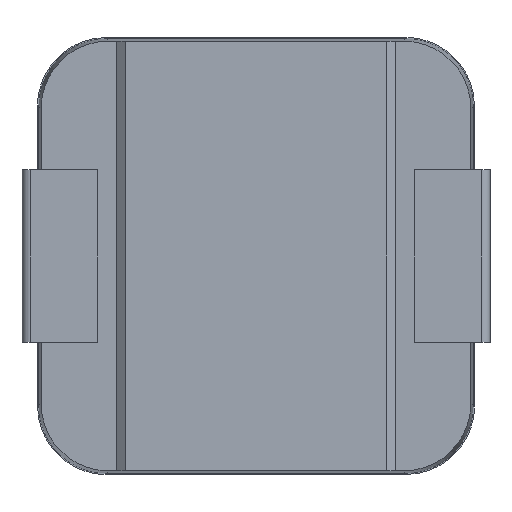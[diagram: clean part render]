
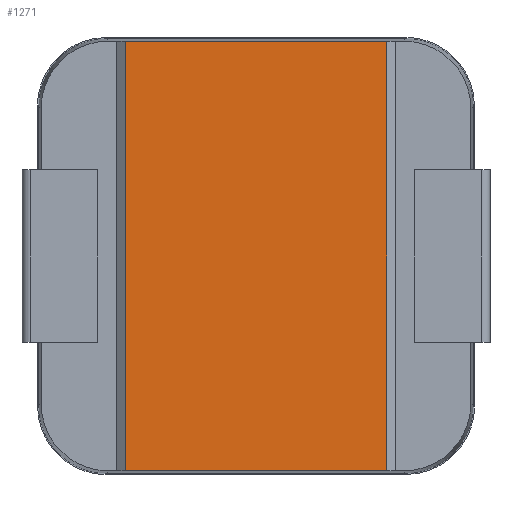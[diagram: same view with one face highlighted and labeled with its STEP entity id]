
A CAD part, front view. The second image highlights one B-rep face of the part: STEP entity #1271.
In plain terms, the highlighted planar face has unit normal (0, -1, 0).
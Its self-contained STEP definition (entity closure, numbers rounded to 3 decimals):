
#247 = DIRECTION ( 'NONE',  ( -1., 0., 0. ) ) ;
#395 = EDGE_CURVE ( 'NONE', #5172, #3308, #2994, .T. ) ;
#451 = EDGE_CURVE ( 'NONE', #3682, #3404, #4817, .T. ) ;
#523 = CARTESIAN_POINT ( 'NONE',  ( 0., 0., 0. ) ) ;
#607 = DIRECTION ( 'NONE',  ( 0., 0., -1. ) ) ;
#617 = FACE_OUTER_BOUND ( 'NONE', #4192, .T. ) ;
#650 = DIRECTION ( 'NONE',  ( 0., 0., 1. ) ) ;
#995 = CARTESIAN_POINT ( 'NONE',  ( 3.8, 0., 0. ) ) ;
#1271 = ADVANCED_FACE ( 'NONE', ( #617 ), #5084, .F. ) ;
#1401 = ORIENTED_EDGE ( 'NONE', *, *, #395, .F. ) ;
#1656 = CARTESIAN_POINT ( 'NONE',  ( 0., 0., 6.232 ) ) ;
#1787 = AXIS2_PLACEMENT_3D ( 'NONE', #523, #3271, #2391 ) ;
#1926 = VECTOR ( 'NONE', #5746, 1000. ) ;
#1929 = ORIENTED_EDGE ( 'NONE', *, *, #451, .F. ) ;
#2204 = ORIENTED_EDGE ( 'NONE', *, *, #3021, .T. ) ;
#2391 = DIRECTION ( 'NONE',  ( 0., 0., 1. ) ) ;
#2988 = CARTESIAN_POINT ( 'NONE',  ( 0., 0., -6.232 ) ) ;
#2994 = LINE ( 'NONE', #2988, #4895 ) ;
#3021 = EDGE_CURVE ( 'NONE', #5172, #3404, #3214, .T. ) ;
#3214 = LINE ( 'NONE', #995, #5459 ) ;
#3271 = DIRECTION ( 'NONE',  ( 0., 1., 0. ) ) ;
#3308 = VERTEX_POINT ( 'NONE', #4362 ) ;
#3323 = CARTESIAN_POINT ( 'NONE',  ( -3.8, 0., 0. ) ) ;
#3404 = VERTEX_POINT ( 'NONE', #3968 ) ;
#3682 = VERTEX_POINT ( 'NONE', #4656 ) ;
#3968 = CARTESIAN_POINT ( 'NONE',  ( 3.8, 0., 6.232 ) ) ;
#4050 = ORIENTED_EDGE ( 'NONE', *, *, #4145, .T. ) ;
#4145 = EDGE_CURVE ( 'NONE', #3682, #3308, #5402, .T. ) ;
#4192 = EDGE_LOOP ( 'NONE', ( #1929, #4050, #1401, #2204 ) ) ;
#4362 = CARTESIAN_POINT ( 'NONE',  ( -3.8, 0., -6.232 ) ) ;
#4656 = CARTESIAN_POINT ( 'NONE',  ( -3.8, 0., 6.232 ) ) ;
#4817 = LINE ( 'NONE', #1656, #1926 ) ;
#4895 = VECTOR ( 'NONE', #247, 1000. ) ;
#5084 = PLANE ( 'NONE',  #1787 ) ;
#5172 = VERTEX_POINT ( 'NONE', #5792 ) ;
#5402 = LINE ( 'NONE', #3323, #5482 ) ;
#5459 = VECTOR ( 'NONE', #650, 1000. ) ;
#5482 = VECTOR ( 'NONE', #607, 1000. ) ;
#5746 = DIRECTION ( 'NONE',  ( 1., 0., 0. ) ) ;
#5792 = CARTESIAN_POINT ( 'NONE',  ( 3.8, 0., -6.232 ) ) ;
